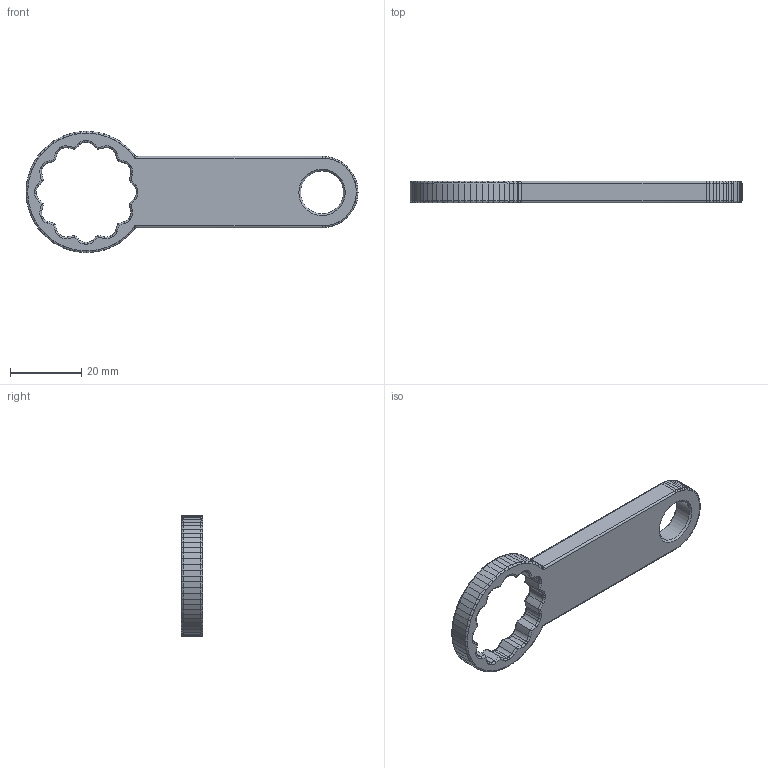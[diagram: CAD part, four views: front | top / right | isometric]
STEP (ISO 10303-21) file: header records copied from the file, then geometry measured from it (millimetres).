
FILE_DESCRIPTION(/* description */ (''),/* implementation_level */ '2;1');
FILE_NAME(/* name */ 'belt wrench v4.step',/* time_stamp */ '2022-04-04T17:30:07-04:00',/* author */ (''),/* organization */ (''),/* preprocessor_version */ 'ST-DEVELOPER v18.1',/* originating_system */ 'Autodesk Translation Framework v10.14.0.1471',/* authorisation */ '');
FILE_SCHEMA (('AUTOMOTIVE_DESIGN { 1 0 10303 214 3 1 1 }'));
Length unit declared in the file: millimetre
Products named in the file (1): belt wrench
Bounding box: 93.1 x 6 x 34 mm (x, y, z)
Volume: 8277.4 mm3; surface area: 4735.6 mm2
Topology: 1 solids, 1 shells, 449 faces, 1043 edges, 592 vertices
Faces by surface type: cylinder 235, torus 120, plane 88, bspline 4, cone 2
Full cylindrical faces by diameter (mm): 12 x1
Entity records: 13043 total; most frequent: CARTESIAN_POINT 2589, DIRECTION 2419, ORIENTED_EDGE 2078, EDGE_CURVE 1039, AXIS2_PLACEMENT_3D 962, VERTEX_POINT 592, LINE 495, VECTOR 495
